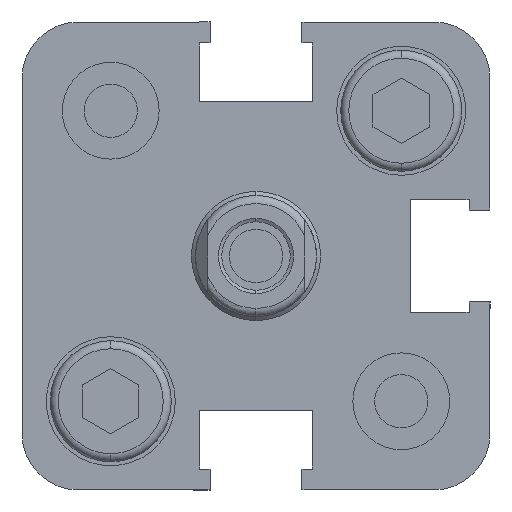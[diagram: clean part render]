
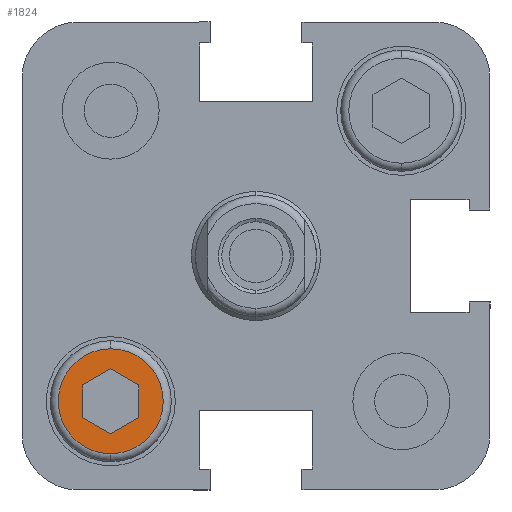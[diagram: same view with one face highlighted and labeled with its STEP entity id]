
A CAD part, left-side view. The second image highlights one B-rep face of the part: STEP entity #1824.
In plain terms, the highlighted planar face has unit normal (-1, 0, 0).
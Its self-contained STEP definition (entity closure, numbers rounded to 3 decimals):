
#96 = EDGE_CURVE ( 'NONE', #2008, #2009, #1573, .T. ) ;
#102 = EDGE_CURVE ( 'NONE', #2132, #2131, #1560, .T. ) ;
#103 = EDGE_CURVE ( 'NONE', #2128, #2129, #1577, .T. ) ;
#104 = EDGE_CURVE ( 'NONE', #2130, #2128, #1581, .T. ) ;
#105 = EDGE_CURVE ( 'NONE', #2131, #2130, #1583, .T. ) ;
#106 = EDGE_CURVE ( 'NONE', #2133, #2132, #1585, .T. ) ;
#107 = EDGE_CURVE ( 'NONE', #2129, #2133, #1587, .T. ) ;
#705 = EDGE_LOOP ( 'NONE', ( #1058, #1059 ) ) ;
#721 = EDGE_LOOP ( 'NONE', ( #1060, #1061, #1062, #1063, #1064, #1065 ) ) ;
#1058 = ORIENTED_EDGE ( 'NONE', *, *, #3862, .T. ) ;
#1059 = ORIENTED_EDGE ( 'NONE', *, *, #96, .T. ) ;
#1060 = ORIENTED_EDGE ( 'NONE', *, *, #103, .F. ) ;
#1061 = ORIENTED_EDGE ( 'NONE', *, *, #104, .F. ) ;
#1062 = ORIENTED_EDGE ( 'NONE', *, *, #105, .F. ) ;
#1063 = ORIENTED_EDGE ( 'NONE', *, *, #102, .F. ) ;
#1064 = ORIENTED_EDGE ( 'NONE', *, *, #106, .F. ) ;
#1065 = ORIENTED_EDGE ( 'NONE', *, *, #107, .F. ) ;
#1560 = LINE ( 'NONE', #2296, #1582 ) ;
#1573 = CIRCLE ( 'NONE', #4052, 3.25 ) ;
#1577 = LINE ( 'NONE', #2298, #1584 ) ;
#1581 = LINE ( 'NONE', #2300, #1586 ) ;
#1582 = VECTOR ( 'NONE', #2299, 1000. ) ;
#1583 = LINE ( 'NONE', #2302, #1588 ) ;
#1584 = VECTOR ( 'NONE', #2301, 1000. ) ;
#1585 = LINE ( 'NONE', #2304, #1590 ) ;
#1586 = VECTOR ( 'NONE', #2303, 1000. ) ;
#1587 = LINE ( 'NONE', #2306, #1592 ) ;
#1588 = VECTOR ( 'NONE', #2305, 1000. ) ;
#1590 = VECTOR ( 'NONE', #2308, 1000. ) ;
#1592 = VECTOR ( 'NONE', #2311, 1000. ) ;
#1824 = ADVANCED_FACE ( 'NONE', ( #2828, #2762 ), #4556, .T. ) ;
#2008 = VERTEX_POINT ( 'NONE', #4807 ) ;
#2009 = VERTEX_POINT ( 'NONE', #4808 ) ;
#2128 = VERTEX_POINT ( 'NONE', #4927 ) ;
#2129 = VERTEX_POINT ( 'NONE', #4928 ) ;
#2130 = VERTEX_POINT ( 'NONE', #4929 ) ;
#2131 = VERTEX_POINT ( 'NONE', #4930 ) ;
#2132 = VERTEX_POINT ( 'NONE', #4931 ) ;
#2133 = VERTEX_POINT ( 'NONE', #4932 ) ;
#2278 = CARTESIAN_POINT ( 'NONE',  ( 0.5, 9., -9. ) ) ;
#2286 = DIRECTION ( 'NONE',  ( -1., 0., 0. ) ) ;
#2287 = DIRECTION ( 'NONE',  ( 0., 0., 1. ) ) ;
#2296 = CARTESIAN_POINT ( 'NONE',  ( 0.5, 7.25, -10.01 ) ) ;
#2298 = CARTESIAN_POINT ( 'NONE',  ( 0.5, 10.75, -7.99 ) ) ;
#2299 = DIRECTION ( 'NONE',  ( 0., 0., 1. ) ) ;
#2300 = CARTESIAN_POINT ( 'NONE',  ( 0.5, 9., -6.979 ) ) ;
#2301 = DIRECTION ( 'NONE',  ( 0., 0., -1. ) ) ;
#2302 = CARTESIAN_POINT ( 'NONE',  ( 0.5, 7.25, -7.99 ) ) ;
#2303 = DIRECTION ( 'NONE',  ( 0., 0.866, -0.5 ) ) ;
#2304 = CARTESIAN_POINT ( 'NONE',  ( 0.5, 9., -11.021 ) ) ;
#2305 = DIRECTION ( 'NONE',  ( 0., 0.866, 0.5 ) ) ;
#2306 = CARTESIAN_POINT ( 'NONE',  ( 0.5, 10.75, -10.01 ) ) ;
#2308 = DIRECTION ( 'NONE',  ( 0., -0.866, 0.5 ) ) ;
#2311 = DIRECTION ( 'NONE',  ( 0., -0.866, -0.5 ) ) ;
#2762 = FACE_BOUND ( 'NONE', #721, .T. ) ;
#2828 = FACE_OUTER_BOUND ( 'NONE', #705, .T. ) ;
#3228 = CIRCLE ( 'NONE', #4339, 3.25 ) ;
#3862 = EDGE_CURVE ( 'NONE', #2009, #2008, #3228, .T. ) ;
#4052 = AXIS2_PLACEMENT_3D ( 'NONE', #2278, #2286, #2287 ) ;
#4265 = AXIS2_PLACEMENT_3D ( 'NONE', #4548, #4557, #4558 ) ;
#4339 = AXIS2_PLACEMENT_3D ( 'NONE', #5197, #5198, #5199 ) ;
#4548 = CARTESIAN_POINT ( 'NONE',  ( 0.5, 9., -9. ) ) ;
#4556 = PLANE ( 'NONE',  #4265 ) ;
#4557 = DIRECTION ( 'NONE',  ( -1., 0., 0. ) ) ;
#4558 = DIRECTION ( 'NONE',  ( 0., 0., 1. ) ) ;
#4807 = CARTESIAN_POINT ( 'NONE',  ( 0.5, 9., -12.25 ) ) ;
#4808 = CARTESIAN_POINT ( 'NONE',  ( 0.5, 9., -5.75 ) ) ;
#4927 = CARTESIAN_POINT ( 'NONE',  ( 0.5, 10.75, -7.99 ) ) ;
#4928 = CARTESIAN_POINT ( 'NONE',  ( 0.5, 10.75, -10.01 ) ) ;
#4929 = CARTESIAN_POINT ( 'NONE',  ( 0.5, 9., -6.979 ) ) ;
#4930 = CARTESIAN_POINT ( 'NONE',  ( 0.5, 7.25, -7.99 ) ) ;
#4931 = CARTESIAN_POINT ( 'NONE',  ( 0.5, 7.25, -10.01 ) ) ;
#4932 = CARTESIAN_POINT ( 'NONE',  ( 0.5, 9., -11.021 ) ) ;
#5197 = CARTESIAN_POINT ( 'NONE',  ( 0.5, 9., -9. ) ) ;
#5198 = DIRECTION ( 'NONE',  ( -1., 0., 0. ) ) ;
#5199 = DIRECTION ( 'NONE',  ( 0., 0., 1. ) ) ;
